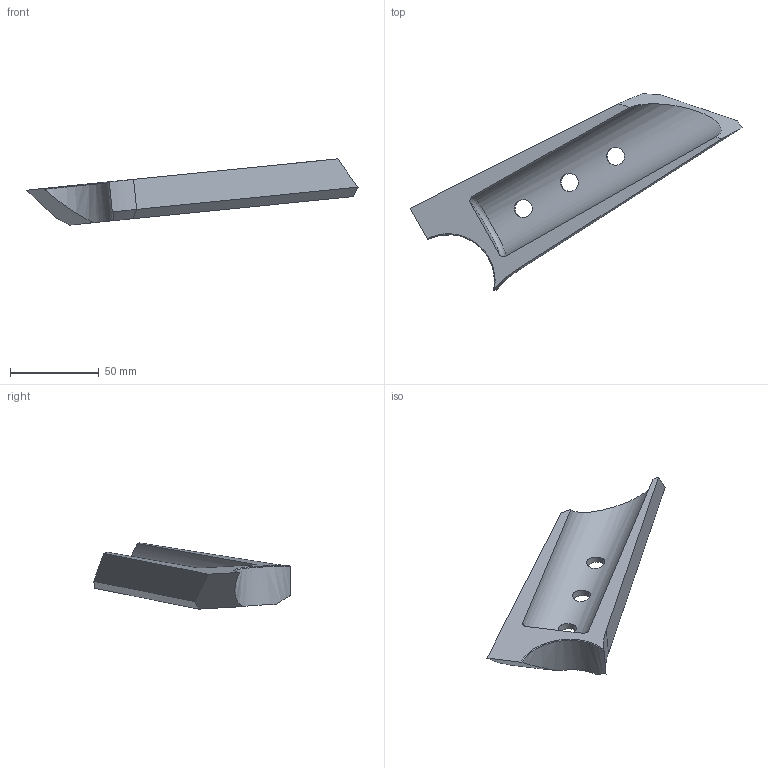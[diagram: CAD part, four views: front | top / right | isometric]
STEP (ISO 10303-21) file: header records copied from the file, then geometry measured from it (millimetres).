
FILE_DESCRIPTION (( 'STEP AP214' ), '1' );
FILE_NAME ('06 - frame plate, right - rear1.STEP', '2016-11-26T22:19:58', ( '' ), ( '' ), 'SwSTEP 2.0', 'SolidWorks 2014', '' );
FILE_SCHEMA (( 'AUTOMOTIVE_DESIGN' ));
Length unit declared in the file: millimetre
Products named in the file (1): 06 - frame plate, right - rear1
Bounding box: 187.1 x 110.75 x 37.32 mm (x, y, z)
Volume: 90729.6 mm3; surface area: 26169.4 mm2
Topology: 1 solids, 1 shells, 21 faces, 56 edges, 37 vertices
Faces by surface type: plane 9, cylinder 7, bspline 5
Entity records: 1793 total; most frequent: CARTESIAN_POINT 1044, ORIENTED_EDGE 112, DIRECTION 76, EDGE_CURVE 56, VERTEX_POINT 37, VECTOR 28, LINE 28, EDGE_LOOP 27
